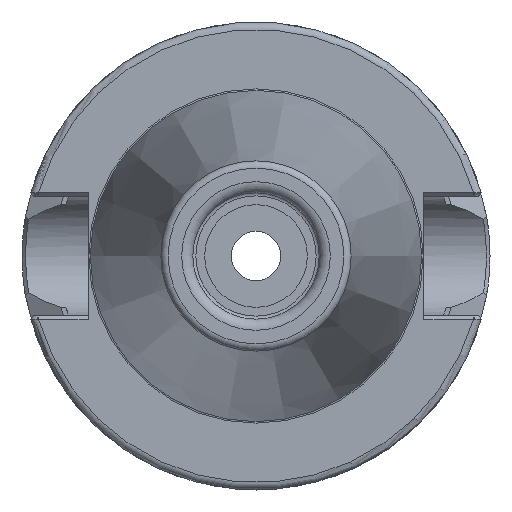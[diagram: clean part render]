
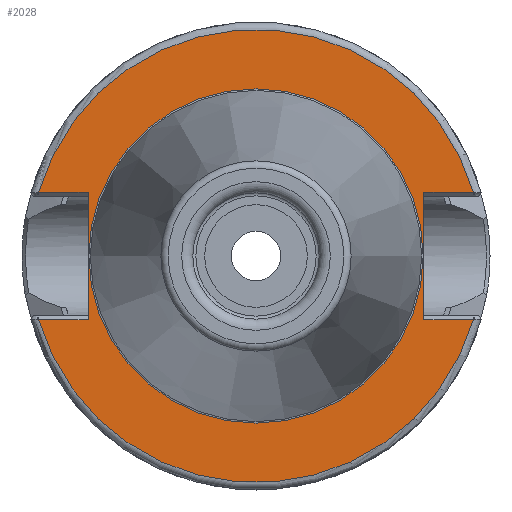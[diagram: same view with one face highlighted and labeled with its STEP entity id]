
A CAD part, left-side view. The second image highlights one B-rep face of the part: STEP entity #2028.
In plain terms, the highlighted planar face has unit normal (-1, 0, 0).
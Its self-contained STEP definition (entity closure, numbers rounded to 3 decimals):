
#113=FACE_BOUND('',#528,.T.);
#129=PLANE('',#2210);
#181=LINE('',#3364,#279);
#183=LINE('',#3432,#281);
#184=LINE('',#3434,#282);
#185=LINE('',#3438,#283);
#186=LINE('',#3440,#284);
#187=LINE('',#3441,#285);
#279=VECTOR('',#2557,10.);
#281=VECTOR('',#2575,10.);
#282=VECTOR('',#2576,10.);
#283=VECTOR('',#2579,10.);
#284=VECTOR('',#2580,10.);
#285=VECTOR('',#2581,10.);
#410=FACE_OUTER_BOUND('',#527,.T.);
#527=EDGE_LOOP('',(#1485,#1486,#1487,#1488,#1489,#1490,#1491,#1492));
#528=EDGE_LOOP('',(#1493,#1494));
#672=CIRCLE('',#2209,30.5);
#673=CIRCLE('',#2211,30.5);
#674=CIRCLE('',#2212,22.498);
#675=CIRCLE('',#2213,22.498);
#843=VERTEX_POINT('',#3357);
#846=VERTEX_POINT('',#3362);
#852=VERTEX_POINT('',#3410);
#854=VERTEX_POINT('',#3431);
#855=VERTEX_POINT('',#3433);
#856=VERTEX_POINT('',#3435);
#857=VERTEX_POINT('',#3437);
#858=VERTEX_POINT('',#3439);
#859=VERTEX_POINT('',#3442);
#860=VERTEX_POINT('',#3443);
#1088=EDGE_CURVE('',#846,#843,#181,.T.);
#1098=EDGE_CURVE('',#843,#852,#672,.T.);
#1101=EDGE_CURVE('',#846,#854,#183,.T.);
#1102=EDGE_CURVE('',#855,#854,#184,.T.);
#1103=EDGE_CURVE('',#856,#855,#673,.T.);
#1104=EDGE_CURVE('',#857,#856,#185,.T.);
#1105=EDGE_CURVE('',#857,#858,#186,.T.);
#1106=EDGE_CURVE('',#852,#858,#187,.T.);
#1107=EDGE_CURVE('',#859,#860,#674,.T.);
#1108=EDGE_CURVE('',#860,#859,#675,.T.);
#1485=ORIENTED_EDGE('',*,*,#1088,.F.);
#1486=ORIENTED_EDGE('',*,*,#1101,.T.);
#1487=ORIENTED_EDGE('',*,*,#1102,.F.);
#1488=ORIENTED_EDGE('',*,*,#1103,.F.);
#1489=ORIENTED_EDGE('',*,*,#1104,.F.);
#1490=ORIENTED_EDGE('',*,*,#1105,.T.);
#1491=ORIENTED_EDGE('',*,*,#1106,.F.);
#1492=ORIENTED_EDGE('',*,*,#1098,.F.);
#1493=ORIENTED_EDGE('',*,*,#1107,.T.);
#1494=ORIENTED_EDGE('',*,*,#1108,.T.);
#2028=ADVANCED_FACE('',(#410,#113),#129,.T.);
#2209=AXIS2_PLACEMENT_3D('',#3411,#2571,#2572);
#2210=AXIS2_PLACEMENT_3D('',#3430,#2573,#2574);
#2211=AXIS2_PLACEMENT_3D('',#3436,#2577,#2578);
#2212=AXIS2_PLACEMENT_3D('',#3444,#2582,#2583);
#2213=AXIS2_PLACEMENT_3D('',#3445,#2584,#2585);
#2557=DIRECTION('',(0.,-1.,0.));
#2571=DIRECTION('center_axis',(1.,0.,0.));
#2572=DIRECTION('ref_axis',(0.,0.,-1.));
#2573=DIRECTION('center_axis',(-1.,0.,0.));
#2574=DIRECTION('ref_axis',(0.,0.,1.));
#2575=DIRECTION('',(0.,0.,1.));
#2576=DIRECTION('',(0.,1.,0.));
#2577=DIRECTION('center_axis',(1.,0.,0.));
#2578=DIRECTION('ref_axis',(0.,0.,-1.));
#2579=DIRECTION('',(0.,1.,0.));
#2580=DIRECTION('',(0.,0.,-1.));
#2581=DIRECTION('',(0.,-1.,0.));
#2582=DIRECTION('center_axis',(1.,0.,0.));
#2583=DIRECTION('ref_axis',(0.,0.,-1.));
#2584=DIRECTION('center_axis',(1.,0.,0.));
#2585=DIRECTION('ref_axis',(0.,0.,-1.));
#3357=CARTESIAN_POINT('',(1.6,-29.277,-8.55));
#3362=CARTESIAN_POINT('',(1.6,-22.6,-8.55));
#3364=CARTESIAN_POINT('',(1.6,-0.5,-8.55));
#3410=CARTESIAN_POINT('',(1.6,29.277,-8.55));
#3411=CARTESIAN_POINT('Origin',(1.6,0.,
0.));
#3430=CARTESIAN_POINT('Origin',(1.6,30.5,0.));
#3431=CARTESIAN_POINT('',(1.6,-22.6,8.55));
#3432=CARTESIAN_POINT('',(1.6,-22.6,0.));
#3433=CARTESIAN_POINT('',(1.6,-29.277,8.55));
#3434=CARTESIAN_POINT('',(1.6,-0.5,8.55));
#3435=CARTESIAN_POINT('',(1.6,29.277,8.55));
#3436=CARTESIAN_POINT('Origin',(1.6,0.,
0.));
#3437=CARTESIAN_POINT('',(1.6,22.6,8.55));
#3438=CARTESIAN_POINT('',(1.6,31.,8.55));
#3439=CARTESIAN_POINT('',(1.6,22.6,-8.55));
#3440=CARTESIAN_POINT('',(1.6,22.6,0.));
#3441=CARTESIAN_POINT('',(1.6,31.,-8.55));
#3442=CARTESIAN_POINT('',(1.6,22.498,0.));
#3443=CARTESIAN_POINT('',(1.6,0.,22.498));
#3444=CARTESIAN_POINT('Origin',(1.6,0.,
0.));
#3445=CARTESIAN_POINT('Origin',(1.6,0.,
0.));
